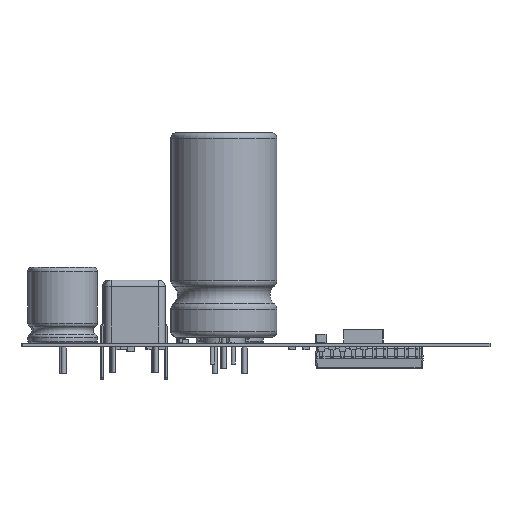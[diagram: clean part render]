
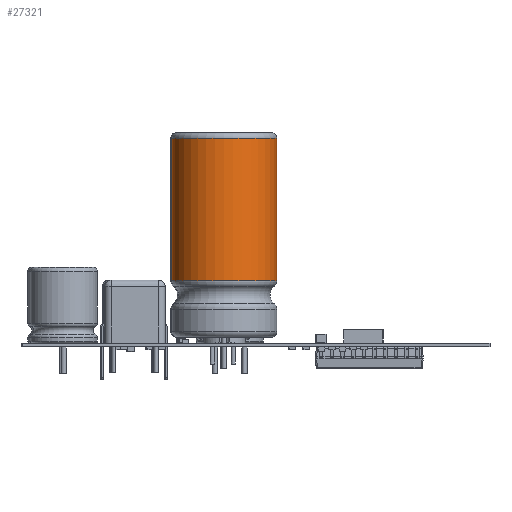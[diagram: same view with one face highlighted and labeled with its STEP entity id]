
A CAD part, front view. The second image highlights one B-rep face of the part: STEP entity #27321.
In plain terms, the highlighted cylindrical face has radius 6.25 mm (diameter 12.5 mm), a partial arc.
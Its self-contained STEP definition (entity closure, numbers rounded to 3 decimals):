
#27292 = VERTEX_POINT('',#27293);
#27293 = CARTESIAN_POINT('',(5.413,7.413,3.125));
#27300 = EDGE_CURVE('',#27292,#27301,#27303,.T.);
#27301 = VERTEX_POINT('',#27302);
#27302 = CARTESIAN_POINT('',(5.413,7.413,-3.125));
#27303 = CIRCLE('',#27304,6.25);
#27304 = AXIS2_PLACEMENT_3D('',#27305,#27306,#27307);
#27305 = CARTESIAN_POINT('',(0.,7.413,0.)
  );
#27306 = DIRECTION('',(0.,-1.,0.));
#27307 = DIRECTION('',(1.,0.,0.));
#27321 = ADVANCED_FACE('',(#27322),#27348,.T.);
#27322 = FACE_BOUND('',#27323,.T.);
#27323 = EDGE_LOOP('',(#27324,#27325,#27333,#27342));
#27324 = ORIENTED_EDGE('',*,*,#27300,.F.);
#27325 = ORIENTED_EDGE('',*,*,#27326,.T.);
#27326 = EDGE_CURVE('',#27292,#27327,#27329,.T.);
#27327 = VERTEX_POINT('',#27328);
#27328 = CARTESIAN_POINT('',(5.413,24.333,3.125));
#27329 = LINE('',#27330,#27331);
#27330 = CARTESIAN_POINT('',(5.413,-17.,3.125));
#27331 = VECTOR('',#27332,1.);
#27332 = DIRECTION('',(0.,1.,0.));
#27333 = ORIENTED_EDGE('',*,*,#27334,.T.);
#27334 = EDGE_CURVE('',#27327,#27335,#27337,.T.);
#27335 = VERTEX_POINT('',#27336);
#27336 = CARTESIAN_POINT('',(5.413,24.333,-3.125));
#27337 = CIRCLE('',#27338,6.25);
#27338 = AXIS2_PLACEMENT_3D('',#27339,#27340,#27341);
#27339 = CARTESIAN_POINT('',(0.,24.333,0.
    ));
#27340 = DIRECTION('',(0.,-1.,0.));
#27341 = DIRECTION('',(1.,0.,0.));
#27342 = ORIENTED_EDGE('',*,*,#27343,.F.);
#27343 = EDGE_CURVE('',#27301,#27335,#27344,.T.);
#27344 = LINE('',#27345,#27346);
#27345 = CARTESIAN_POINT('',(5.413,-17.,-3.125));
#27346 = VECTOR('',#27347,1.);
#27347 = DIRECTION('',(0.,1.,0.));
#27348 = CYLINDRICAL_SURFACE('',#27349,6.25);
#27349 = AXIS2_PLACEMENT_3D('',#27350,#27351,#27352);
#27350 = CARTESIAN_POINT('',(0.,0.,0.));
#27351 = DIRECTION('',(0.,-1.,0.));
#27352 = DIRECTION('',(-1.,0.,0.));
